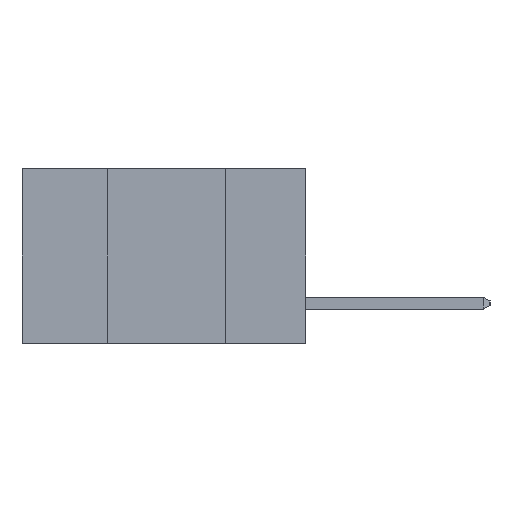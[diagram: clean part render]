
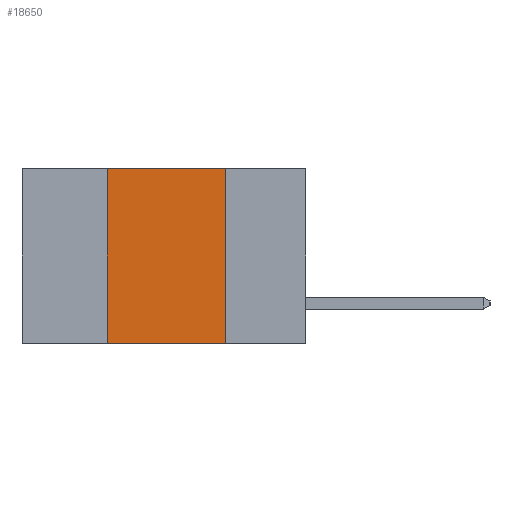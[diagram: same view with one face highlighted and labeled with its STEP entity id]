
A CAD part, left-side view. The second image highlights one B-rep face of the part: STEP entity #18650.
In plain terms, the highlighted planar face has unit normal (-1, 0, 0).
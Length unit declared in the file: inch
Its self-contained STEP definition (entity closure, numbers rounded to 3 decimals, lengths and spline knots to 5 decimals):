
#128 = VECTOR ( 'NONE', #3361, 39.37008 ) ;
#303 = VERTEX_POINT ( 'NONE', #4023 ) ;
#425 = VERTEX_POINT ( 'NONE', #11204 ) ;
#452 = LINE ( 'NONE', #14594, #18552 ) ;
#970 = ORIENTED_EDGE ( 'NONE', *, *, #18259, .F. ) ;
#2091 = DIRECTION ( 'NONE',  ( 0., -1., 0. ) ) ;
#2425 = CARTESIAN_POINT ( 'NONE',  ( 0., 0.6, 0. ) ) ;
#3344 = CARTESIAN_POINT ( 'NONE',  ( 0., 0.42, -0.37 ) ) ;
#3361 = DIRECTION ( 'NONE',  ( 0., 0., 1. ) ) ;
#3651 = FACE_OUTER_BOUND ( 'NONE', #10484, .T. ) ;
#4023 = CARTESIAN_POINT ( 'NONE',  ( 0., 0.17, -0.37 ) ) ;
#5123 = PLANE ( 'NONE',  #22317 ) ;
#5712 = VERTEX_POINT ( 'NONE', #13319 ) ;
#8969 = LINE ( 'NONE', #3344, #128 ) ;
#9144 = VECTOR ( 'NONE', #11461, 39.37008 ) ;
#9692 = CARTESIAN_POINT ( 'NONE',  ( 0., 0.17, -0.37 ) ) ;
#10141 = ORIENTED_EDGE ( 'NONE', *, *, #20520, .F. ) ;
#10484 = EDGE_LOOP ( 'NONE', ( #10141, #14948, #970, #11396 ) ) ;
#11204 = CARTESIAN_POINT ( 'NONE',  ( 0., 0.42, -0.37 ) ) ;
#11396 = ORIENTED_EDGE ( 'NONE', *, *, #17090, .T. ) ;
#11461 = DIRECTION ( 'NONE',  ( 0., 0., -1. ) ) ;
#11515 = DIRECTION ( 'NONE',  ( 0., 0., -1. ) ) ;
#12217 = VERTEX_POINT ( 'NONE', #17855 ) ;
#13319 = CARTESIAN_POINT ( 'NONE',  ( 0., 0.42, 0. ) ) ;
#13774 = LINE ( 'NONE', #9692, #9144 ) ;
#14594 = CARTESIAN_POINT ( 'NONE',  ( 0., 0.6, -0.37 ) ) ;
#14669 = DIRECTION ( 'NONE',  ( 0., -1., 0. ) ) ;
#14948 = ORIENTED_EDGE ( 'NONE', *, *, #19419, .F. ) ;
#15790 = DIRECTION ( 'NONE',  ( 1., 0., 0. ) ) ;
#16299 = VECTOR ( 'NONE', #2091, 39.37008 ) ;
#17090 = EDGE_CURVE ( 'NONE', #425, #303, #452, .T. ) ;
#17855 = CARTESIAN_POINT ( 'NONE',  ( 0., 0.17, 0. ) ) ;
#18259 = EDGE_CURVE ( 'NONE', #425, #5712, #8969, .T. ) ;
#18275 = CARTESIAN_POINT ( 'NONE',  ( 0., 0.6, 0. ) ) ;
#18552 = VECTOR ( 'NONE', #14669, 39.37008 ) ;
#18650 = ADVANCED_FACE ( 'NONE', ( #3651 ), #5123, .F. ) ;
#19419 = EDGE_CURVE ( 'NONE', #5712, #12217, #20818, .T. ) ;
#20520 = EDGE_CURVE ( 'NONE', #12217, #303, #13774, .T. ) ;
#20818 = LINE ( 'NONE', #2425, #16299 ) ;
#22317 = AXIS2_PLACEMENT_3D ( 'NONE', #18275, #15790, #11515 ) ;
